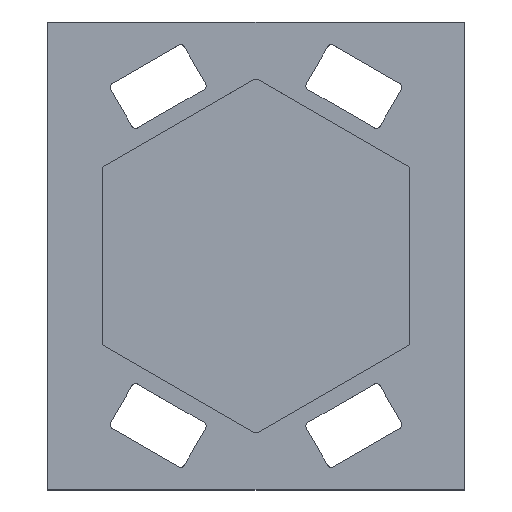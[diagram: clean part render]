
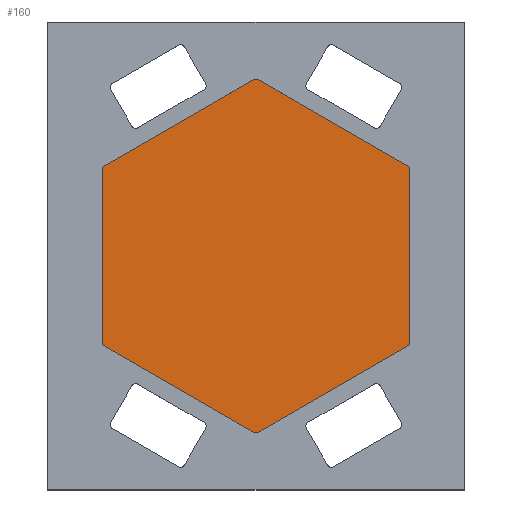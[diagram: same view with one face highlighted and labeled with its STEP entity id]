
A CAD part, top view. The second image highlights one B-rep face of the part: STEP entity #160.
In plain terms, the highlighted planar face has unit normal (0, 0, 1).
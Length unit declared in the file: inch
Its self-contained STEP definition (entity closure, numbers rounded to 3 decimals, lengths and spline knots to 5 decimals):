
#104=CIRCLE('',#1134,0.25);
#105=CIRCLE('',#1137,0.25);
#106=CIRCLE('',#1140,0.25);
#107=CIRCLE('',#1143,0.25);
#108=CIRCLE('',#1146,0.25);
#109=CIRCLE('',#1149,0.25);
#160=ADVANCED_FACE('',(#238),#189,.T.);
#189=PLANE('',#1151);
#238=FACE_OUTER_BOUND('',#298,.T.);
#298=EDGE_LOOP('',(#575,#576,#577,#578,#579,#580,#581,#582,#583,#584,#585,
#586));
#575=ORIENTED_EDGE('',*,*,#804,.F.);
#576=ORIENTED_EDGE('',*,*,#807,.F.);
#577=ORIENTED_EDGE('',*,*,#809,.F.);
#578=ORIENTED_EDGE('',*,*,#811,.F.);
#579=ORIENTED_EDGE('',*,*,#813,.F.);
#580=ORIENTED_EDGE('',*,*,#815,.F.);
#581=ORIENTED_EDGE('',*,*,#817,.F.);
#582=ORIENTED_EDGE('',*,*,#819,.F.);
#583=ORIENTED_EDGE('',*,*,#821,.F.);
#584=ORIENTED_EDGE('',*,*,#823,.F.);
#585=ORIENTED_EDGE('',*,*,#825,.F.);
#586=ORIENTED_EDGE('',*,*,#826,.F.);
#671=VERTEX_POINT('',#1694);
#672=VERTEX_POINT('',#1696);
#673=VERTEX_POINT('',#1700);
#674=VERTEX_POINT('',#1704);
#675=VERTEX_POINT('',#1708);
#676=VERTEX_POINT('',#1712);
#677=VERTEX_POINT('',#1716);
#678=VERTEX_POINT('',#1720);
#679=VERTEX_POINT('',#1724);
#680=VERTEX_POINT('',#1728);
#681=VERTEX_POINT('',#1732);
#682=VERTEX_POINT('',#1736);
#804=EDGE_CURVE('',#671,#672,#910,.T.);
#807=EDGE_CURVE('',#673,#671,#104,.T.);
#809=EDGE_CURVE('',#674,#673,#914,.T.);
#811=EDGE_CURVE('',#675,#674,#105,.T.);
#813=EDGE_CURVE('',#676,#675,#917,.T.);
#815=EDGE_CURVE('',#677,#676,#106,.T.);
#817=EDGE_CURVE('',#678,#677,#920,.T.);
#819=EDGE_CURVE('',#679,#678,#107,.T.);
#821=EDGE_CURVE('',#680,#679,#923,.T.);
#823=EDGE_CURVE('',#681,#680,#108,.T.);
#825=EDGE_CURVE('',#682,#681,#926,.T.);
#826=EDGE_CURVE('',#672,#682,#109,.T.);
#910=LINE('',#1695,#1010);
#914=LINE('',#1705,#1014);
#917=LINE('',#1713,#1017);
#920=LINE('',#1721,#1020);
#923=LINE('',#1729,#1023);
#926=LINE('',#1737,#1026);
#1010=VECTOR('',#1389,1.);
#1014=VECTOR('',#1399,1.);
#1017=VECTOR('',#1408,1.);
#1020=VECTOR('',#1417,1.);
#1023=VECTOR('',#1426,1.);
#1026=VECTOR('',#1435,1.);
#1134=AXIS2_PLACEMENT_3D('',#1701,#1394,#1395);
#1137=AXIS2_PLACEMENT_3D('',#1709,#1403,#1404);
#1140=AXIS2_PLACEMENT_3D('',#1717,#1412,#1413);
#1143=AXIS2_PLACEMENT_3D('',#1725,#1421,#1422);
#1146=AXIS2_PLACEMENT_3D('',#1733,#1430,#1431);
#1149=AXIS2_PLACEMENT_3D('',#1739,#1438,#1439);
#1151=AXIS2_PLACEMENT_3D('',#1741,#1442,#1443);
#1389=DIRECTION('',(0.,1.,0.));
#1394=DIRECTION('',(0.,0.,-1.));
#1395=DIRECTION('',(1.,0.,0.));
#1399=DIRECTION('',(-0.866,0.5,0.));
#1403=DIRECTION('',(0.,0.,-1.));
#1404=DIRECTION('',(1.,0.,0.));
#1408=DIRECTION('',(-0.866,-0.5,0.));
#1412=DIRECTION('',(0.,0.,-1.));
#1413=DIRECTION('',(1.,0.,0.));
#1417=DIRECTION('',(0.,-1.,0.));
#1421=DIRECTION('',(0.,0.,-1.));
#1422=DIRECTION('',(1.,0.,0.));
#1426=DIRECTION('',(0.866,-0.5,0.));
#1430=DIRECTION('',(0.,0.,-1.));
#1431=DIRECTION('',(1.,0.,0.));
#1435=DIRECTION('',(0.866,0.5,0.));
#1438=DIRECTION('',(0.,0.,-1.));
#1439=DIRECTION('',(1.,0.,0.));
#1442=DIRECTION('',(0.,0.,1.));
#1443=DIRECTION('',(1.,0.,0.));
#1694=CARTESIAN_POINT('',(-9.0353,-5.0722,-0.07874));
#1695=CARTESIAN_POINT('',(-9.0353,5.0722,-0.07874));
#1696=CARTESIAN_POINT('',(-9.0353,5.0722,-0.07874));
#1700=CARTESIAN_POINT('',(-8.9103,-5.2887,-0.07874));
#1701=CARTESIAN_POINT('',(-8.7853,-5.0722,-0.07874));
#1704=CARTESIAN_POINT('',(-0.125,-10.3609,-0.07874));
#1705=CARTESIAN_POINT('',(-8.9103,-5.2887,-0.07874));
#1708=CARTESIAN_POINT('',(0.125,-10.3609,-0.07874));
#1709=CARTESIAN_POINT('',(0.,-10.1444,-0.07874));
#1712=CARTESIAN_POINT('',(8.9103,-5.2887,-0.07874));
#1713=CARTESIAN_POINT('',(0.125,-10.3609,-0.07874));
#1716=CARTESIAN_POINT('',(9.0353,-5.0722,-0.07874));
#1717=CARTESIAN_POINT('',(8.7853,-5.0722,-0.07874));
#1720=CARTESIAN_POINT('',(9.0353,5.0722,-0.07874));
#1721=CARTESIAN_POINT('',(9.0353,-5.0722,-0.07874));
#1724=CARTESIAN_POINT('',(8.9103,5.2887,-0.07874));
#1725=CARTESIAN_POINT('',(8.7853,5.0722,-0.07874));
#1728=CARTESIAN_POINT('',(0.125,10.3609,-0.07874));
#1729=CARTESIAN_POINT('',(8.9103,5.2887,-0.07874));
#1732=CARTESIAN_POINT('',(-0.125,10.3609,-0.07874));
#1733=CARTESIAN_POINT('',(0.,10.1444,-0.07874));
#1736=CARTESIAN_POINT('',(-8.9103,5.2887,-0.07874));
#1737=CARTESIAN_POINT('',(-0.125,10.3609,-0.07874));
#1739=CARTESIAN_POINT('',(-8.7853,5.0722,-0.07874));
#1741=CARTESIAN_POINT('',(-8.7853,-5.0722,-0.07874));
